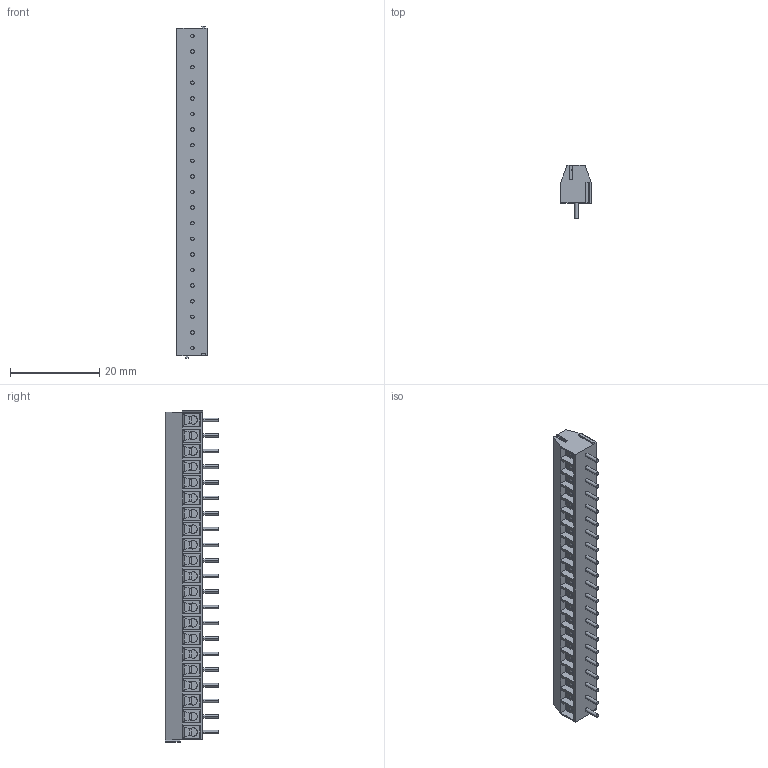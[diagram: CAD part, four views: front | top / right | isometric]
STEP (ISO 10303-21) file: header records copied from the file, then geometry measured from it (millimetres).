
FILE_DESCRIPTION((''),'2;1');
FILE_NAME('TL001V-XXP-XS','2024-10-22T16:28:01',('yanfa'),(''),'CREO PARAMETRIC BY PTC INC, 2018100','CREO PARAMETRIC BY PTC INC, 2018100','');
FILE_SCHEMA(('CONFIG_CONTROL_DESIGN'));
Length unit declared in the file: millimetre
Products named in the file (1): TL001V-XXP-XS
Bounding box: 6.8 x 11.9 x 74.46 mm (x, y, z)
Volume: 3308.4 mm3; surface area: 3349.8 mm2
Topology: 1 solids, 1 shells, 899 faces, 2481 edges, 1626 vertices
Faces by surface type: plane 549, cylinder 308, torus 42
Entity records: 29408 total; most frequent: CARTESIAN_POINT 6445, ORIENTED_EDGE 4962, DIRECTION 4559, EDGE_CURVE 2481, VERTEX_POINT 1626, VECTOR 1529, LINE 1529, AXIS2_PLACEMENT_3D 1515
